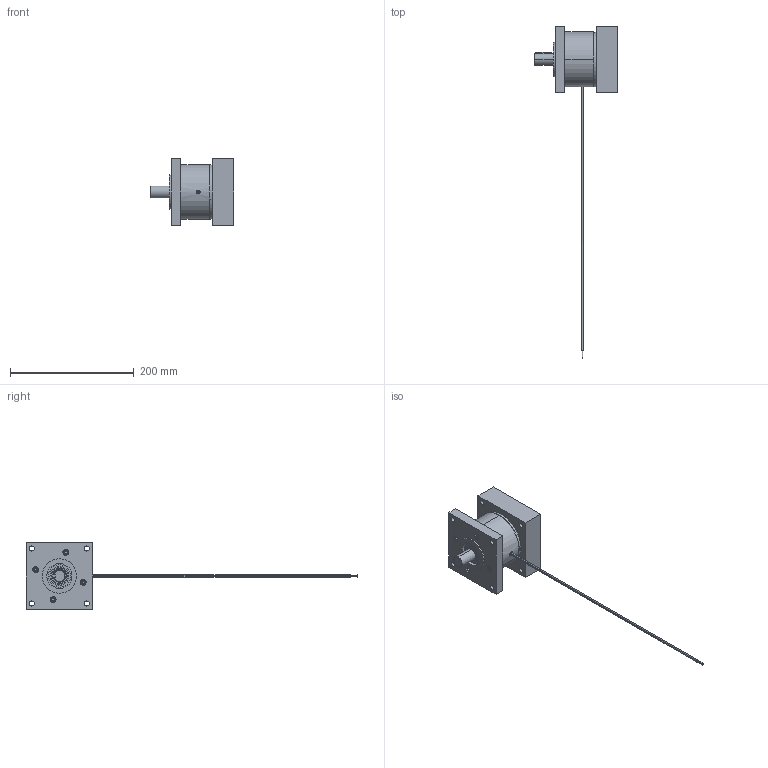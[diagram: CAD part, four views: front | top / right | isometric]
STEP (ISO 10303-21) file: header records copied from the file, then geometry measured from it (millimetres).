
FILE_DESCRIPTION (( 'STEP AP203' ), '1' );
FILE_NAME ('8942-X881.STEP', '2014-09-15T12:48:57', ( 'AIM User' ), ( 'Hewlett-Packard Company' ), 'SwSTEP 2.0', 'SolidWorks 2012', '' );
FILE_SCHEMA (( 'CONFIG_CONTROL_DESIGN' ));
Length unit declared in the file: inch
Products named in the file (1): 8942-X881
Bounding box: 135.39 x 536.58 x 107.95 mm (x, y, z)
Surface area: 107643.1 mm2 (no closed solid volume)
Topology: 0 solids, 24 shells, 201 faces, 628 edges, 433 vertices
Faces by surface type: plane 87, cylinder 77, cone 34, torus 3
Entity records: 7938 total; most frequent: CARTESIAN_POINT 2273, DIRECTION 1214, ORIENTED_EDGE 994, EDGE_CURVE 628, AXIS2_PLACEMENT_3D 462, VERTEX_POINT 433, VECTOR 290, LINE 290
